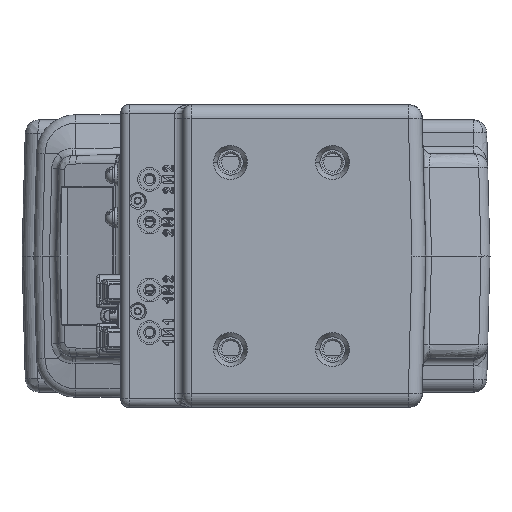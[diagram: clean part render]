
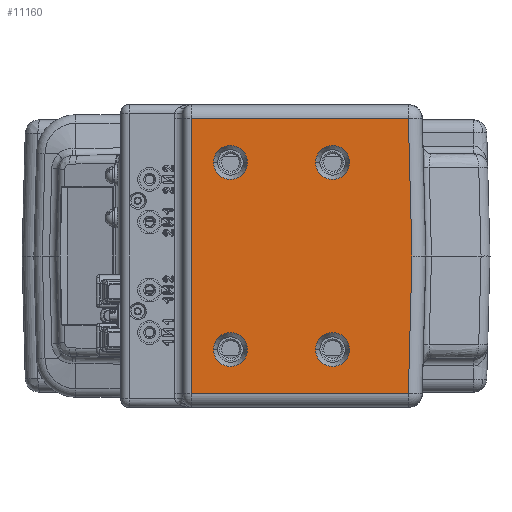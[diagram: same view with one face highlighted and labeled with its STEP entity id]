
A CAD part, front view. The second image highlights one B-rep face of the part: STEP entity #11160.
In plain terms, the highlighted planar face has unit normal (0, -1, 0).
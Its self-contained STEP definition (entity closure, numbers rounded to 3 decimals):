
#817 = DIRECTION ( 'NONE',  ( 1., 0., 0. ) ) ;
#836 = CARTESIAN_POINT ( 'NONE',  ( -112.5, 0., -55. ) ) ;
#843 = DIRECTION ( 'NONE',  ( 0., -1., 0. ) ) ;
#845 = DIRECTION ( 'NONE',  ( 0., -1., 0. ) ) ;
#846 = DIRECTION ( 'NONE',  ( 1., 0., 0. ) ) ;
#854 = CARTESIAN_POINT ( 'NONE',  ( -52.5, 0., 55. ) ) ;
#857 = DIRECTION ( 'NONE',  ( 0., -1., 0. ) ) ;
#859 = CARTESIAN_POINT ( 'NONE',  ( -112.5, 0., 55. ) ) ;
#860 = DIRECTION ( 'NONE',  ( 1., 0., 0. ) ) ;
#1015 = DIRECTION ( 'NONE',  ( 0., -1., 0. ) ) ;
#1044 = CARTESIAN_POINT ( 'NONE',  ( -52.5, 0., -55. ) ) ;
#1055 = DIRECTION ( 'NONE',  ( 1., 0., 0. ) ) ;
#6939 = VECTOR ( 'NONE', #8756, 1000. ) ;
#6948 = LINE ( 'NONE', #8775, #6939 ) ;
#7044 = VECTOR ( 'NONE', #27952, 1000. ) ;
#7046 = LINE ( 'NONE', #27892, #7044 ) ;
#7067 = VECTOR ( 'NONE', #27660, 1000. ) ;
#7072 = CIRCLE ( 'NONE', #10507, 10. ) ;
#7075 = LINE ( 'NONE', #27698, #7067 ) ;
#7076 = CIRCLE ( 'NONE', #10514, 10. ) ;
#7082 = LINE ( 'NONE', #28431, #7122 ) ;
#7105 = CIRCLE ( 'NONE', #10498, 10. ) ;
#7120 = LINE ( 'NONE', #28484, #7121 ) ;
#7121 = VECTOR ( 'NONE', #28422, 1000. ) ;
#7122 = VECTOR ( 'NONE', #28414, 1000. ) ;
#7152 = CIRCLE ( 'NONE', #10494, 10. ) ;
#8756 = DIRECTION ( 'NONE',  ( -0.026, 0., -1. ) ) ;
#8775 = CARTESIAN_POINT ( 'NONE',  ( -7.421, 0., -59.806 ) ) ;
#10494 = AXIS2_PLACEMENT_3D ( 'NONE', #28471, #28489, #28426 ) ;
#10498 = AXIS2_PLACEMENT_3D ( 'NONE', #28212, #28258, #28235 ) ;
#10507 = AXIS2_PLACEMENT_3D ( 'NONE', #27948, #28045, #28034 ) ;
#10514 = AXIS2_PLACEMENT_3D ( 'NONE', #28274, #28205, #28276 ) ;
#10947 = AXIS2_PLACEMENT_3D ( 'NONE', #854, #845, #860 ) ;
#10952 = AXIS2_PLACEMENT_3D ( 'NONE', #859, #843, #817 ) ;
#10953 = AXIS2_PLACEMENT_3D ( 'NONE', #836, #857, #846 ) ;
#10955 = AXIS2_PLACEMENT_3D ( 'NONE', #1044, #1015, #1055 ) ;
#11160 = ADVANCED_FACE ( 'NONE', ( #37302, #37304, #37277, #37293, #37325 ), #28226, .F. ) ;
#20750 = AXIS2_PLACEMENT_3D ( 'NONE', #28316, #28362, #28354 ) ;
#22328 = VERTEX_POINT ( 'NONE', #36945 ) ;
#22337 = VERTEX_POINT ( 'NONE', #36994 ) ;
#22341 = VERTEX_POINT ( 'NONE', #37003 ) ;
#22350 = VERTEX_POINT ( 'NONE', #37004 ) ;
#22409 = VERTEX_POINT ( 'NONE', #37020 ) ;
#22452 = VERTEX_POINT ( 'NONE', #34678 ) ;
#22474 = VERTEX_POINT ( 'NONE', #34660 ) ;
#22480 = VERTEX_POINT ( 'NONE', #34658 ) ;
#22528 = VERTEX_POINT ( 'NONE', #34656 ) ;
#23144 = VERTEX_POINT ( 'NONE', #35410 ) ;
#23186 = VERTEX_POINT ( 'NONE', #35551 ) ;
#23201 = VERTEX_POINT ( 'NONE', #35533 ) ;
#23210 = VERTEX_POINT ( 'NONE', #35514 ) ;
#27660 = DIRECTION ( 'NONE',  ( -0.026, 0., 1. ) ) ;
#27698 = CARTESIAN_POINT ( 'NONE',  ( -7.421, 0., 59.806 ) ) ;
#27892 = CARTESIAN_POINT ( 'NONE',  ( -176.611, 0., 80.817 ) ) ;
#27948 = CARTESIAN_POINT ( 'NONE',  ( -112.5, 0., 55. ) ) ;
#27952 = DIRECTION ( 'NONE',  ( -1., 0., 0. ) ) ;
#28034 = DIRECTION ( 'NONE',  ( 1., 0., 0. ) ) ;
#28045 = DIRECTION ( 'NONE',  ( 0., -1., 0. ) ) ;
#28205 = DIRECTION ( 'NONE',  ( 0., -1., 0. ) ) ;
#28212 = CARTESIAN_POINT ( 'NONE',  ( -52.5, 0., 55. ) ) ;
#28226 = PLANE ( 'NONE',  #20750 ) ;
#28235 = DIRECTION ( 'NONE',  ( 1., 0., 0. ) ) ;
#28258 = DIRECTION ( 'NONE',  ( 0., -1., 0. ) ) ;
#28274 = CARTESIAN_POINT ( 'NONE',  ( -112.5, 0., -55. ) ) ;
#28276 = DIRECTION ( 'NONE',  ( 1., 0., 0. ) ) ;
#28316 = CARTESIAN_POINT ( 'NONE',  ( 0., 0., 60. ) ) ;
#28354 = DIRECTION ( 'NONE',  ( -1., 0., 0. ) ) ;
#28362 = DIRECTION ( 'NONE',  ( 0., 1., 0. ) ) ;
#28414 = DIRECTION ( 'NONE',  ( -1., 0., 0. ) ) ;
#28422 = DIRECTION ( 'NONE',  ( 0., 0., -1. ) ) ;
#28426 = DIRECTION ( 'NONE',  ( 1., 0., 0. ) ) ;
#28431 = CARTESIAN_POINT ( 'NONE',  ( -176.611, 0., -80.817 ) ) ;
#28471 = CARTESIAN_POINT ( 'NONE',  ( -52.5, 0., -55. ) ) ;
#28484 = CARTESIAN_POINT ( 'NONE',  ( -135.5, 0., 60. ) ) ;
#28489 = DIRECTION ( 'NONE',  ( 0., -1., 0. ) ) ;
#33642 = EDGE_CURVE ( 'NONE', #22337, #22350, #51354, .T. ) ;
#33643 = EDGE_CURVE ( 'NONE', #22452, #22341, #51323, .T. ) ;
#33657 = EDGE_CURVE ( 'NONE', #22474, #22480, #51329, .T. ) ;
#33717 = EDGE_CURVE ( 'NONE', #22409, #22328, #51423, .T. ) ;
#34656 = CARTESIAN_POINT ( 'NONE',  ( -7.971, 0., 80.817 ) ) ;
#34658 = CARTESIAN_POINT ( 'NONE',  ( -102.5, 0., -55. ) ) ;
#34660 = CARTESIAN_POINT ( 'NONE',  ( -122.5, 0., -55. ) ) ;
#34678 = CARTESIAN_POINT ( 'NONE',  ( -62.5, 0., 55. ) ) ;
#35410 = CARTESIAN_POINT ( 'NONE',  ( -135.5, 0., 80.817 ) ) ;
#35514 = CARTESIAN_POINT ( 'NONE',  ( -5.855, 0., 0. ) ) ;
#35533 = CARTESIAN_POINT ( 'NONE',  ( -135.5, 0., -80.817 ) ) ;
#35551 = CARTESIAN_POINT ( 'NONE',  ( -7.971, 0., -80.817 ) ) ;
#36945 = CARTESIAN_POINT ( 'NONE',  ( -42.5, 0., -55. ) ) ;
#36994 = CARTESIAN_POINT ( 'NONE',  ( -122.5, 0., 55. ) ) ;
#37003 = CARTESIAN_POINT ( 'NONE',  ( -42.5, 0., 55. ) ) ;
#37004 = CARTESIAN_POINT ( 'NONE',  ( -102.5, 0., 55. ) ) ;
#37020 = CARTESIAN_POINT ( 'NONE',  ( -62.5, 0., -55. ) ) ;
#37277 = FACE_BOUND ( 'NONE', #46342, .T. ) ;
#37293 = FACE_BOUND ( 'NONE', #46340, .T. ) ;
#37302 = FACE_BOUND ( 'NONE', #46374, .T. ) ;
#37304 = FACE_BOUND ( 'NONE', #46321, .T. ) ;
#37325 = FACE_OUTER_BOUND ( 'NONE', #46353, .T. ) ;
#42477 = EDGE_CURVE ( 'NONE', #23210, #23186, #6948, .T. ) ;
#42685 = EDGE_CURVE ( 'NONE', #23210, #22528, #7075, .T. ) ;
#42737 = EDGE_CURVE ( 'NONE', #22528, #23144, #7046, .T. ) ;
#42749 = EDGE_CURVE ( 'NONE', #22350, #22337, #7072, .T. ) ;
#42793 = EDGE_CURVE ( 'NONE', #22341, #22452, #7105, .T. ) ;
#42797 = EDGE_CURVE ( 'NONE', #22480, #22474, #7076, .T. ) ;
#42830 = EDGE_CURVE ( 'NONE', #23144, #23201, #7120, .T. ) ;
#42836 = EDGE_CURVE ( 'NONE', #23186, #23201, #7082, .T. ) ;
#42841 = EDGE_CURVE ( 'NONE', #22328, #22409, #7152, .T. ) ;
#46321 = EDGE_LOOP ( 'NONE', ( #46826, #46755 ) ) ;
#46340 = EDGE_LOOP ( 'NONE', ( #46759, #46780 ) ) ;
#46342 = EDGE_LOOP ( 'NONE', ( #46834, #46829 ) ) ;
#46353 = EDGE_LOOP ( 'NONE', ( #46766, #46715, #46769, #46796, #46719 ) ) ;
#46374 = EDGE_LOOP ( 'NONE', ( #46801, #46813 ) ) ;
#46715 = ORIENTED_EDGE ( 'NONE', *, *, #42830, .T. ) ;
#46719 = ORIENTED_EDGE ( 'NONE', *, *, #42685, .T. ) ;
#46755 = ORIENTED_EDGE ( 'NONE', *, *, #33642, .F. ) ;
#46759 = ORIENTED_EDGE ( 'NONE', *, *, #42793, .F. ) ;
#46766 = ORIENTED_EDGE ( 'NONE', *, *, #42737, .T. ) ;
#46769 = ORIENTED_EDGE ( 'NONE', *, *, #42836, .F. ) ;
#46780 = ORIENTED_EDGE ( 'NONE', *, *, #33643, .F. ) ;
#46796 = ORIENTED_EDGE ( 'NONE', *, *, #42477, .F. ) ;
#46801 = ORIENTED_EDGE ( 'NONE', *, *, #42797, .F. ) ;
#46813 = ORIENTED_EDGE ( 'NONE', *, *, #33657, .F. ) ;
#46826 = ORIENTED_EDGE ( 'NONE', *, *, #42749, .F. ) ;
#46829 = ORIENTED_EDGE ( 'NONE', *, *, #33717, .F. ) ;
#46834 = ORIENTED_EDGE ( 'NONE', *, *, #42841, .F. ) ;
#51323 = CIRCLE ( 'NONE', #10947, 10. ) ;
#51329 = CIRCLE ( 'NONE', #10953, 10. ) ;
#51354 = CIRCLE ( 'NONE', #10952, 10. ) ;
#51423 = CIRCLE ( 'NONE', #10955, 10. ) ;
